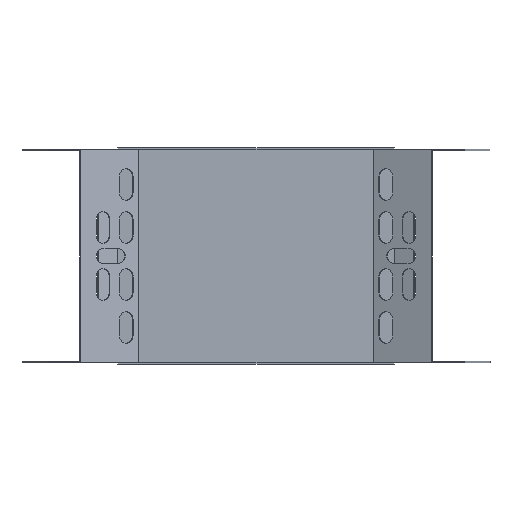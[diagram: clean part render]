
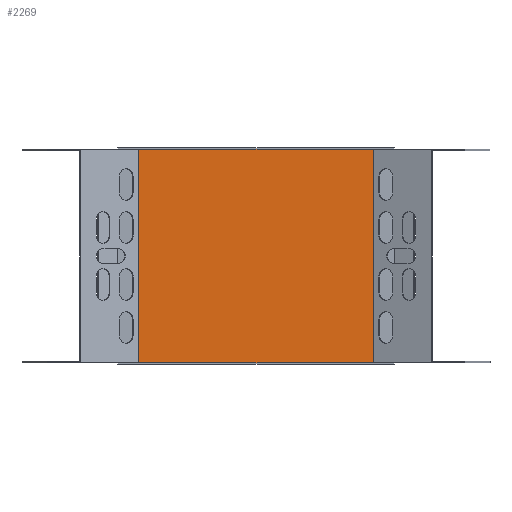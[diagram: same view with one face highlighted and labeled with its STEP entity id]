
A CAD part, front view. The second image highlights one B-rep face of the part: STEP entity #2269.
In plain terms, the highlighted planar face has unit normal (0, -1, 0).
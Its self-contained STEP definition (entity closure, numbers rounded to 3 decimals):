
#42 = VECTOR ( 'NONE', #910, 1000. ) ;
#60 = LINE ( 'NONE', #969, #42 ) ;
#467 = EDGE_CURVE ( 'NONE', #5133, #3885, #1498, .T. ) ;
#546 = CARTESIAN_POINT ( 'NONE',  ( 56.881, -51., 50.8 ) ) ;
#574 = DIRECTION ( 'NONE',  ( -1., 0., 0. ) ) ;
#853 = AXIS2_PLACEMENT_3D ( 'NONE', #2039, #2028, #2021 ) ;
#883 = DIRECTION ( 'NONE',  ( 0., 0., 1. ) ) ;
#910 = DIRECTION ( 'NONE',  ( 1., 0., 0. ) ) ;
#925 = CARTESIAN_POINT ( 'NONE',  ( -55.75, -51., -49. ) ) ;
#946 = EDGE_CURVE ( 'NONE', #2124, #3135, #1011, .T. ) ;
#969 = CARTESIAN_POINT ( 'NONE',  ( -56.881, -51., -50.8 ) ) ;
#1002 = VECTOR ( 'NONE', #883, 1000. ) ;
#1011 = LINE ( 'NONE', #925, #1002 ) ;
#1071 = CARTESIAN_POINT ( 'NONE',  ( -55.75, -51., 50.8 ) ) ;
#1488 = VECTOR ( 'NONE', #1881, 1000. ) ;
#1498 = LINE ( 'NONE', #1853, #1488 ) ;
#1774 = EDGE_CURVE ( 'NONE', #2124, #5133, #60, .T. ) ;
#1853 = CARTESIAN_POINT ( 'NONE',  ( 55.75, -51., -49. ) ) ;
#1881 = DIRECTION ( 'NONE',  ( 0., 0., 1. ) ) ;
#2021 = DIRECTION ( 'NONE',  ( -1., 0., 0. ) ) ;
#2028 = DIRECTION ( 'NONE',  ( 0., -1., 0. ) ) ;
#2039 = CARTESIAN_POINT ( 'NONE',  ( -55.75, -51., -49. ) ) ;
#2050 = PLANE ( 'NONE',  #853 ) ;
#2124 = VERTEX_POINT ( 'NONE', #2972 ) ;
#2157 = EDGE_LOOP ( 'NONE', ( #3651, #3684, #3717, #3738 ) ) ;
#2269 = ADVANCED_FACE ( 'NONE', ( #5084 ), #2050, .T. ) ;
#2564 = EDGE_CURVE ( 'NONE', #3885, #3135, #4534, .T. ) ;
#2972 = CARTESIAN_POINT ( 'NONE',  ( -55.75, -51., -50.8 ) ) ;
#3040 = CARTESIAN_POINT ( 'NONE',  ( 55.75, -51., -50.8 ) ) ;
#3135 = VERTEX_POINT ( 'NONE', #1071 ) ;
#3651 = ORIENTED_EDGE ( 'NONE', *, *, #946, .F. ) ;
#3684 = ORIENTED_EDGE ( 'NONE', *, *, #1774, .T. ) ;
#3717 = ORIENTED_EDGE ( 'NONE', *, *, #467, .T. ) ;
#3738 = ORIENTED_EDGE ( 'NONE', *, *, #2564, .T. ) ;
#3885 = VERTEX_POINT ( 'NONE', #4681 ) ;
#4534 = LINE ( 'NONE', #546, #4538 ) ;
#4538 = VECTOR ( 'NONE', #574, 1000. ) ;
#4681 = CARTESIAN_POINT ( 'NONE',  ( 55.75, -51., 50.8 ) ) ;
#5084 = FACE_OUTER_BOUND ( 'NONE', #2157, .T. ) ;
#5133 = VERTEX_POINT ( 'NONE', #3040 ) ;
